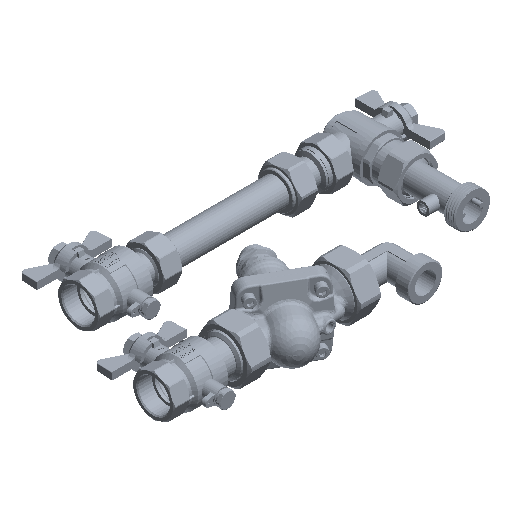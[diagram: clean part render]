
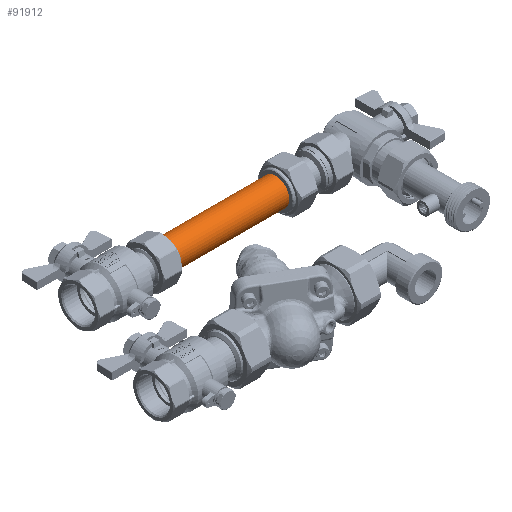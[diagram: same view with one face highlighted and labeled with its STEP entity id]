
A CAD part, isometric view. The second image highlights one B-rep face of the part: STEP entity #91912.
In plain terms, the highlighted cylindrical face has radius 13 mm (diameter 26 mm), a full revolution.
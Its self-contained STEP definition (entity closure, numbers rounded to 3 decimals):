
#7697=CYLINDRICAL_SURFACE('',#101614,13.);
#9302=CIRCLE('',#101615,13.);
#9303=CIRCLE('',#101616,13.);
#18163=ORIENTED_EDGE('',*,*,#43257,.F.);
#18164=ORIENTED_EDGE('',*,*,#43258,.T.);
#43257=EDGE_CURVE('',#56359,#56359,#9302,.T.);
#43258=EDGE_CURVE('',#56360,#56360,#9303,.T.);
#56359=VERTEX_POINT('',#148050);
#56360=VERTEX_POINT('',#148052);
#75945=EDGE_LOOP('',(#18163));
#75946=EDGE_LOOP('',(#18164));
#82499=FACE_BOUND('',#75945,.T.);
#82500=FACE_BOUND('',#75946,.T.);
#91912=ADVANCED_FACE('',(#82499,#82500),#7697,.T.);
#101614=AXIS2_PLACEMENT_3D('',#148048,#116542,#116543);
#101615=AXIS2_PLACEMENT_3D('',#148049,#116544,#116545);
#101616=AXIS2_PLACEMENT_3D('',#148051,#116546,#116547);
#116542=DIRECTION('',(-1.,0.,0.));
#116543=DIRECTION('',(0.,1.,0.));
#116544=DIRECTION('',(-1.,0.,0.));
#116545=DIRECTION('',(0.,1.,0.));
#116546=DIRECTION('',(-1.,0.,0.));
#116547=DIRECTION('',(0.,1.,0.));
#148048=CARTESIAN_POINT('',(48.55,0.,-11.));
#148049=CARTESIAN_POINT('',(48.8,0.,-11.));
#148050=CARTESIAN_POINT('',(48.8,13.,-11.));
#148051=CARTESIAN_POINT('',(154.821,0.,-11.));
#148052=CARTESIAN_POINT('',(154.821,13.,-11.));
